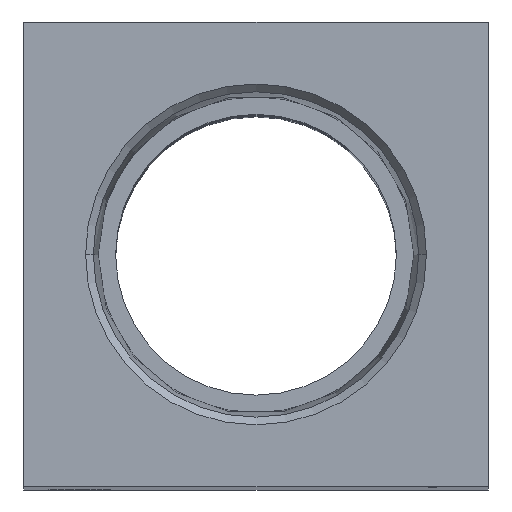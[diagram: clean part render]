
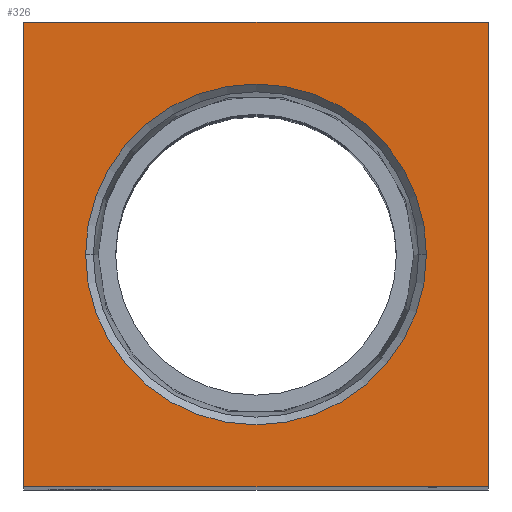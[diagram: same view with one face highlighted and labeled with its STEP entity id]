
A CAD part, top view. The second image highlights one B-rep face of the part: STEP entity #326.
In plain terms, the highlighted planar face has unit normal (0, 0, 1).
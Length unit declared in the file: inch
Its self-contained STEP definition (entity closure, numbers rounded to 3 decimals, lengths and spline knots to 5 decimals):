
#81 = EDGE_LOOP ( 'NONE', ( #961, #1736, #1521, #1379 ) ) ;
#115 = CARTESIAN_POINT ( 'NONE',  ( 0.75, -0.75, 2.875 ) ) ;
#117 = CARTESIAN_POINT ( 'NONE',  ( 0.75, 0.75, 2.875 ) ) ;
#125 = DIRECTION ( 'NONE',  ( 0., 1., 0. ) ) ;
#139 = AXIS2_PLACEMENT_3D ( 'NONE', #433, #418, #411 ) ;
#154 = VECTOR ( 'NONE', #125, 39.37008 ) ;
#156 = CARTESIAN_POINT ( 'NONE',  ( 0.75, -0.75, 2.875 ) ) ;
#157 = ORIENTED_EDGE ( 'NONE', *, *, #1271, .F. ) ;
#169 = DIRECTION ( 'NONE',  ( -1., 0., 0. ) ) ;
#241 = LINE ( 'NONE', #694, #618 ) ;
#259 = VERTEX_POINT ( 'NONE', #691 ) ;
#320 = DIRECTION ( 'NONE',  ( 0., -1., 0. ) ) ;
#323 = CARTESIAN_POINT ( 'NONE',  ( -0.75, -0.75, 2.875 ) ) ;
#326 = ADVANCED_FACE ( 'NONE', ( #1159, #1524 ), #428, .T. ) ;
#375 = DIRECTION ( 'NONE',  ( 1., 0., 0. ) ) ;
#411 = DIRECTION ( 'NONE',  ( 1., 0., 0. ) ) ;
#418 = DIRECTION ( 'NONE',  ( 0., 0., 1. ) ) ;
#428 = PLANE ( 'NONE',  #139 ) ;
#433 = CARTESIAN_POINT ( 'NONE',  ( 0., 0., 2.875 ) ) ;
#437 = EDGE_LOOP ( 'NONE', ( #157, #1052 ) ) ;
#442 = LINE ( 'NONE', #156, #154 ) ;
#451 = CARTESIAN_POINT ( 'NONE',  ( 0.75, 0.75, 2.875 ) ) ;
#469 = AXIS2_PLACEMENT_3D ( 'NONE', #1763, #1759, #1727 ) ;
#519 = VECTOR ( 'NONE', #320, 39.37008 ) ;
#574 = AXIS2_PLACEMENT_3D ( 'NONE', #1685, #1657, #1648 ) ;
#618 = VECTOR ( 'NONE', #375, 39.37008 ) ;
#655 = EDGE_CURVE ( 'NONE', #727, #1486, #442, .T. ) ;
#691 = CARTESIAN_POINT ( 'NONE',  ( -0.75, -0.75, 2.875 ) ) ;
#694 = CARTESIAN_POINT ( 'NONE',  ( 0.75, -0.75, 2.875 ) ) ;
#727 = VERTEX_POINT ( 'NONE', #115 ) ;
#746 = VERTEX_POINT ( 'NONE', #1597 ) ;
#797 = VERTEX_POINT ( 'NONE', #1418 ) ;
#885 = LINE ( 'NONE', #117, #1549 ) ;
#961 = ORIENTED_EDGE ( 'NONE', *, *, #1098, .T. ) ;
#1052 = ORIENTED_EDGE ( 'NONE', *, *, #1281, .F. ) ;
#1098 = EDGE_CURVE ( 'NONE', #1340, #259, #1868, .T. ) ;
#1159 = FACE_BOUND ( 'NONE', #437, .T. ) ;
#1178 = EDGE_CURVE ( 'NONE', #1486, #1340, #885, .T. ) ;
#1271 = EDGE_CURVE ( 'NONE', #797, #746, #1469, .T. ) ;
#1281 = EDGE_CURVE ( 'NONE', #746, #797, #1728, .T. ) ;
#1305 = CARTESIAN_POINT ( 'NONE',  ( -0.75, 0.75, 2.875 ) ) ;
#1340 = VERTEX_POINT ( 'NONE', #1305 ) ;
#1379 = ORIENTED_EDGE ( 'NONE', *, *, #1178, .T. ) ;
#1418 = CARTESIAN_POINT ( 'NONE',  ( 0.5499, 0., 2.875 ) ) ;
#1469 = CIRCLE ( 'NONE', #469, 0.5499 ) ;
#1486 = VERTEX_POINT ( 'NONE', #451 ) ;
#1521 = ORIENTED_EDGE ( 'NONE', *, *, #655, .T. ) ;
#1524 = FACE_OUTER_BOUND ( 'NONE', #81, .T. ) ;
#1549 = VECTOR ( 'NONE', #169, 39.37008 ) ;
#1590 = EDGE_CURVE ( 'NONE', #259, #727, #241, .T. ) ;
#1597 = CARTESIAN_POINT ( 'NONE',  ( -0.5499, 0., 2.875 ) ) ;
#1648 = DIRECTION ( 'NONE',  ( 1., 0., 0. ) ) ;
#1657 = DIRECTION ( 'NONE',  ( 0., 0., 1. ) ) ;
#1685 = CARTESIAN_POINT ( 'NONE',  ( 0., 0., 2.875 ) ) ;
#1727 = DIRECTION ( 'NONE',  ( 1., 0., 0. ) ) ;
#1728 = CIRCLE ( 'NONE', #574, 0.5499 ) ;
#1736 = ORIENTED_EDGE ( 'NONE', *, *, #1590, .T. ) ;
#1759 = DIRECTION ( 'NONE',  ( 0., 0., 1. ) ) ;
#1763 = CARTESIAN_POINT ( 'NONE',  ( 0., 0., 2.875 ) ) ;
#1868 = LINE ( 'NONE', #323, #519 ) ;
